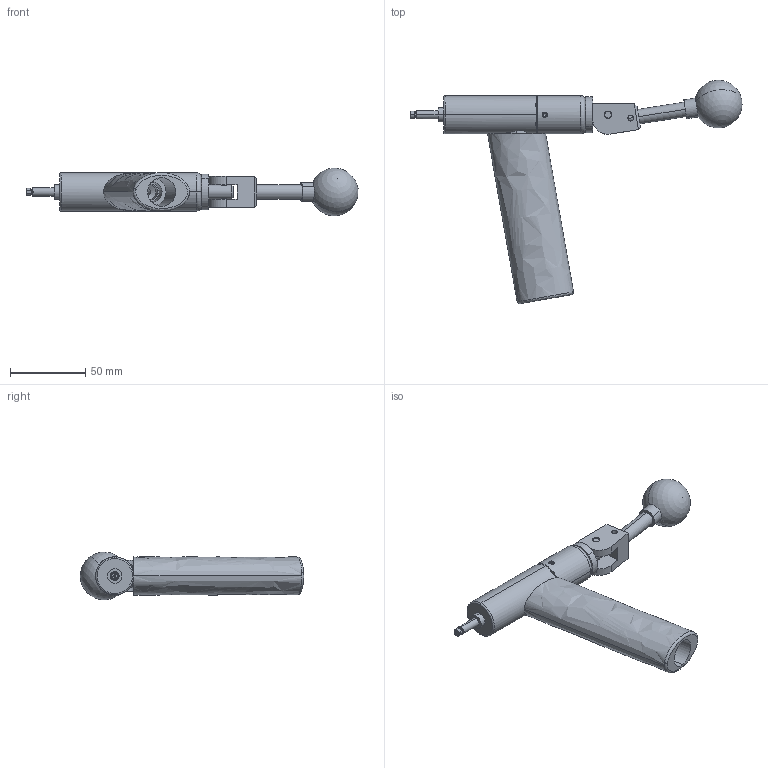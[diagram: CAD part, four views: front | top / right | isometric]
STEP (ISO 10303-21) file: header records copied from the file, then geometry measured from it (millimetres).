
FILE_DESCRIPTION (( 'STEP AP214' ), '1' );
FILE_NAME ('CTSC-003437.STEP', '2025-07-28T22:37:50', ( '' ), ( '' ), 'SwSTEP 2.0', 'SolidWorks 2023', '' );
FILE_SCHEMA (( 'AUTOMOTIVE_DESIGN' ));
Length unit declared in the file: inch
Products named in the file (1): CTSC-003437
Bounding box: 220.94 x 148.69 x 31.6 mm (x, y, z)
Volume: 149065.1 mm3; surface area: 46332.7 mm2
Topology: 8 solids, 8 shells, 270 faces, 636 edges, 396 vertices
Faces by surface type: cylinder 112, plane 96, cone 44, torus 9, bspline 7, sphere 2
Entity records: 13067 total; most frequent: CARTESIAN_POINT 3552, DIRECTION 1275, ORIENTED_EDGE 1254, EDGE_CURVE 627, AXIS2_PLACEMENT_3D 519, VERTEX_POINT 393, EDGE_LOOP 306, FACE_OUTER_BOUND 270
